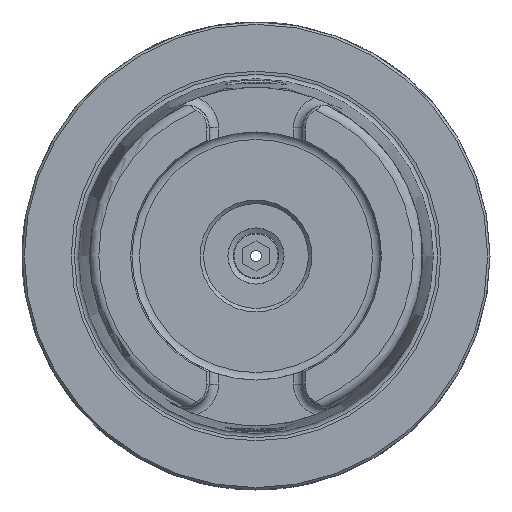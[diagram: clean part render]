
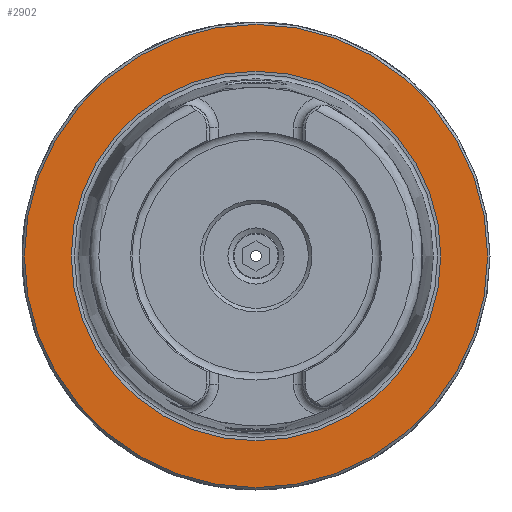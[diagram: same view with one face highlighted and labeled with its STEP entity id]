
A CAD part, left-side view. The second image highlights one B-rep face of the part: STEP entity #2902.
In plain terms, the highlighted planar face has unit normal (-1, 0, 0).
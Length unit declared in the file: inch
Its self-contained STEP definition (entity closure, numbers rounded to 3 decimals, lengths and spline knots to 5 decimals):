
#517=PLANE('',#3123);
#603=FACE_BOUND('',#925,.T.);
#705=FACE_OUTER_BOUND('',#924,.T.);
#924=EDGE_LOOP('',(#2162));
#925=EDGE_LOOP('',(#2163));
#1135=CIRCLE('',#3122,1.94882);
#1136=CIRCLE('',#3124,1.55442);
#1368=VERTEX_POINT('',#5751);
#1369=VERTEX_POINT('',#5754);
#1677=EDGE_CURVE('',#1368,#1368,#1135,.T.);
#1678=EDGE_CURVE('',#1369,#1369,#1136,.T.);
#2162=ORIENTED_EDGE('',*,*,#1677,.F.);
#2163=ORIENTED_EDGE('',*,*,#1678,.T.);
#2902=ADVANCED_FACE('',(#705,#603),#517,.T.);
#3122=AXIS2_PLACEMENT_3D('',#5752,#3591,#3592);
#3123=AXIS2_PLACEMENT_3D('',#5753,#3593,#3594);
#3124=AXIS2_PLACEMENT_3D('',#5755,#3595,#3596);
#3591=DIRECTION('center_axis',(1.,0.,0.));
#3592=DIRECTION('ref_axis',(0.,-1.,0.));
#3593=DIRECTION('center_axis',(-1.,0.,0.));
#3594=DIRECTION('ref_axis',(0.,0.,1.));
#3595=DIRECTION('center_axis',(1.,0.,0.));
#3596=DIRECTION('ref_axis',(0.,1.,0.));
#5751=CARTESIAN_POINT('',(0.,1.94882,0.));
#5752=CARTESIAN_POINT('Origin',(0.,0.,0.));
#5753=CARTESIAN_POINT('Origin',(0.,0.98425,0.));
#5754=CARTESIAN_POINT('',(0.,1.55442,0.));
#5755=CARTESIAN_POINT('Origin',(0.,0.,0.));
